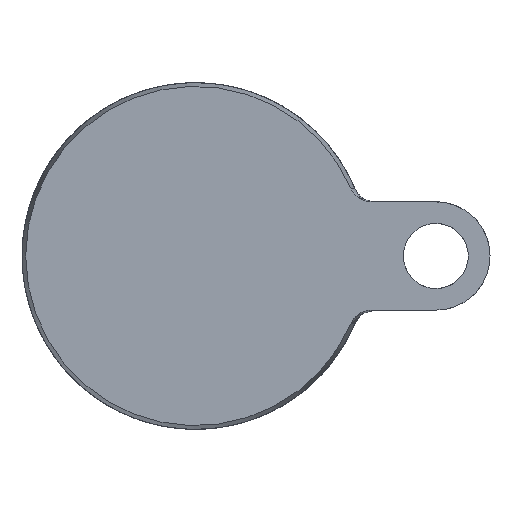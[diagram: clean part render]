
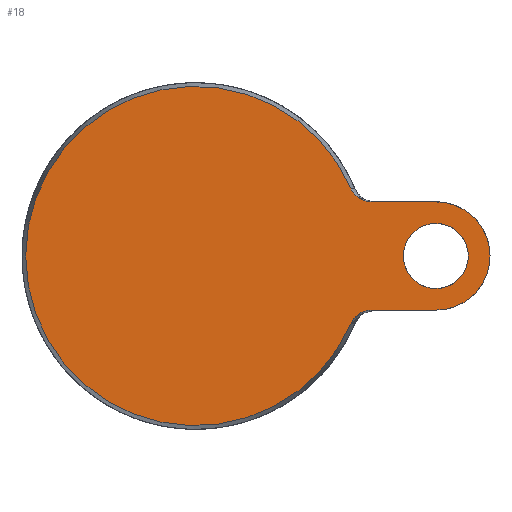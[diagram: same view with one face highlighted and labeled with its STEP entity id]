
A CAD part, front view. The second image highlights one B-rep face of the part: STEP entity #18.
In plain terms, the highlighted planar face has unit normal (0, -1, 0).
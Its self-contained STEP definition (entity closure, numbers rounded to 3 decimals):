
#18 = ADVANCED_FACE ( 'NONE', ( #874, #169 ), #690, .F. ) ;
#44 = CARTESIAN_POINT ( 'NONE',  ( 36.124, 0., 15.081 ) ) ;
#57 = CARTESIAN_POINT ( 'NONE',  ( 0., 0., 0. ) ) ;
#61 = CARTESIAN_POINT ( 'NONE',  ( 36.857, 0., -14.106 ) ) ;
#86 = VERTEX_POINT ( 'NONE', #350 ) ;
#91 = ORIENTED_EDGE ( 'NONE', *, *, #548, .T. ) ;
#93 = CARTESIAN_POINT ( 'NONE',  ( 37.598, 0., 13.453 ) ) ;
#128 = DIRECTION ( 'NONE',  ( 0., 0., -1. ) ) ;
#141 = VERTEX_POINT ( 'NONE', #236 ) ;
#166 = CIRCLE ( 'NONE', #404, 39.143 ) ;
#169 = FACE_BOUND ( 'NONE', #382, .T. ) ;
#172 = CARTESIAN_POINT ( 'NONE',  ( 37.591, 0., -13.458 ) ) ;
#174 = DIRECTION ( 'NONE',  ( 0., 1., 0. ) ) ;
#178 = CARTESIAN_POINT ( 'NONE',  ( 38.665, 0., 12.866 ) ) ;
#196 = EDGE_CURVE ( 'NONE', #141, #141, #472, .T. ) ;
#202 = CARTESIAN_POINT ( 'NONE',  ( 39.603, 0., 12.57 ) ) ;
#203 = VERTEX_POINT ( 'NONE', #635 ) ;
#204 = B_SPLINE_CURVE_WITH_KNOTS ( 'NONE', 3,
 ( #765, #682, #334, #61, #1114, #858, #172, #835, #1027, #250, #405, #751, #1093, #665 ),
 .UNSPECIFIED., .F., .F.,
 ( 4, 2, 2, 2, 2, 2, 4 ),
 ( 0., 0.001, 0.002, 0.003, 0.004, 0.004, 0.006 ),
 .UNSPECIFIED. ) ;
#210 = CARTESIAN_POINT ( 'NONE',  ( 40.579, 0., -12.5 ) ) ;
#220 = ORIENTED_EDGE ( 'NONE', *, *, #496, .F. ) ;
#236 = CARTESIAN_POINT ( 'NONE',  ( 55.5, 0., 7.5 ) ) ;
#250 = CARTESIAN_POINT ( 'NONE',  ( 38.663, 0., -12.866 ) ) ;
#294 = AXIS2_PLACEMENT_3D ( 'NONE', #1047, #174, #793 ) ;
#306 = CARTESIAN_POINT ( 'NONE',  ( 36.861, 0., 14.101 ) ) ;
#334 = CARTESIAN_POINT ( 'NONE',  ( 36.381, 0., -14.668 ) ) ;
#346 = CARTESIAN_POINT ( 'NONE',  ( 38.897, 0., 12.778 ) ) ;
#350 = CARTESIAN_POINT ( 'NONE',  ( 35.928, 0., 15.535 ) ) ;
#382 = EDGE_LOOP ( 'NONE', ( #1048 ) ) ;
#396 = VERTEX_POINT ( 'NONE', #896 ) ;
#400 = DIRECTION ( 'NONE',  ( 0., 0., 1. ) ) ;
#404 = AXIS2_PLACEMENT_3D ( 'NONE', #57, #560, #128 ) ;
#405 = CARTESIAN_POINT ( 'NONE',  ( 38.891, 0., -12.781 ) ) ;
#437 = VECTOR ( 'NONE', #537, 1000. ) ;
#443 = DIRECTION ( 'NONE',  ( 0., 1., 0. ) ) ;
#463 = EDGE_CURVE ( 'NONE', #203, #638, #530, .T. ) ;
#466 = DIRECTION ( 'NONE',  ( 1., 0., 0. ) ) ;
#472 = CIRCLE ( 'NONE', #621, 7.5 ) ;
#496 = EDGE_CURVE ( 'NONE', #396, #203, #746, .T. ) ;
#524 = CARTESIAN_POINT ( 'NONE',  ( 38.221, 0., 13.07 ) ) ;
#530 = LINE ( 'NONE', #880, #437 ) ;
#537 = DIRECTION ( 'NONE',  ( -1., 0., 0. ) ) ;
#548 = EDGE_CURVE ( 'NONE', #752, #86, #1090, .T. ) ;
#560 = DIRECTION ( 'NONE',  ( 0., -1., 0. ) ) ;
#606 = ORIENTED_EDGE ( 'NONE', *, *, #634, .T. ) ;
#621 = AXIS2_PLACEMENT_3D ( 'NONE', #715, #970, #400 ) ;
#634 = EDGE_CURVE ( 'NONE', #86, #775, #166, .T. ) ;
#635 = CARTESIAN_POINT ( 'NONE',  ( 55.5, 0., -12.5 ) ) ;
#638 = VERTEX_POINT ( 'NONE', #210 ) ;
#640 = CARTESIAN_POINT ( 'NONE',  ( 37.4, 0., 13.603 ) ) ;
#665 = CARTESIAN_POINT ( 'NONE',  ( 40.579, 0., -12.5 ) ) ;
#682 = CARTESIAN_POINT ( 'NONE',  ( 36.124, 0., -15.081 ) ) ;
#690 = PLANE ( 'NONE',  #294 ) ;
#707 = CARTESIAN_POINT ( 'NONE',  ( 55.5, 0., 0. ) ) ;
#715 = CARTESIAN_POINT ( 'NONE',  ( 55.5, 0., 0. ) ) ;
#719 = EDGE_LOOP ( 'NONE', ( #915, #91, #606, #1001, #810, #220 ) ) ;
#737 = CARTESIAN_POINT ( 'NONE',  ( 15., 0., 12.5 ) ) ;
#738 = EDGE_CURVE ( 'NONE', #775, #638, #204, .T. ) ;
#746 = CIRCLE ( 'NONE', #805, 12.5 ) ;
#751 = CARTESIAN_POINT ( 'NONE',  ( 39.592, 0., -12.572 ) ) ;
#752 = VERTEX_POINT ( 'NONE', #796 ) ;
#765 = CARTESIAN_POINT ( 'NONE',  ( 35.928, 0., -15.535 ) ) ;
#775 = VERTEX_POINT ( 'NONE', #974 ) ;
#792 = DIRECTION ( 'NONE',  ( 0., 0., -1. ) ) ;
#793 = DIRECTION ( 'NONE',  ( 0., 0., 1. ) ) ;
#796 = CARTESIAN_POINT ( 'NONE',  ( 40.579, 0., 12.5 ) ) ;
#805 = AXIS2_PLACEMENT_3D ( 'NONE', #707, #443, #792 ) ;
#810 = ORIENTED_EDGE ( 'NONE', *, *, #463, .F. ) ;
#813 = CARTESIAN_POINT ( 'NONE',  ( 40.085, 0., 12.5 ) ) ;
#825 = LINE ( 'NONE', #737, #838 ) ;
#835 = CARTESIAN_POINT ( 'NONE',  ( 38., 0., -13.192 ) ) ;
#838 = VECTOR ( 'NONE', #466, 1000. ) ;
#858 = CARTESIAN_POINT ( 'NONE',  ( 37.397, 0., -13.606 ) ) ;
#872 = CARTESIAN_POINT ( 'NONE',  ( 38.008, 0., 13.187 ) ) ;
#874 = FACE_OUTER_BOUND ( 'NONE', #719, .T. ) ;
#880 = CARTESIAN_POINT ( 'NONE',  ( 15., 0., -12.5 ) ) ;
#896 = CARTESIAN_POINT ( 'NONE',  ( 55.5, 0., 12.5 ) ) ;
#902 = CARTESIAN_POINT ( 'NONE',  ( 35.928, 0., 15.535 ) ) ;
#910 = CARTESIAN_POINT ( 'NONE',  ( 36.388, 0., 14.659 ) ) ;
#915 = ORIENTED_EDGE ( 'NONE', *, *, #1034, .F. ) ;
#970 = DIRECTION ( 'NONE',  ( 0., 1., 0. ) ) ;
#974 = CARTESIAN_POINT ( 'NONE',  ( 35.928, 0., -15.535 ) ) ;
#979 = CARTESIAN_POINT ( 'NONE',  ( 40.579, 0., 12.5 ) ) ;
#984 = CARTESIAN_POINT ( 'NONE',  ( 37.032, 0., 13.927 ) ) ;
#1001 = ORIENTED_EDGE ( 'NONE', *, *, #738, .T. ) ;
#1027 = CARTESIAN_POINT ( 'NONE',  ( 38.218, 0., -13.072 ) ) ;
#1034 = EDGE_CURVE ( 'NONE', #752, #396, #825, .T. ) ;
#1047 = CARTESIAN_POINT ( 'NONE',  ( -39.143, 0., 0. ) ) ;
#1048 = ORIENTED_EDGE ( 'NONE', *, *, #196, .T. ) ;
#1090 = B_SPLINE_CURVE_WITH_KNOTS ( 'NONE', 3,
 ( #979, #813, #202, #346, #178, #524, #872, #93, #640, #984, #306, #910, #44, #902 ),
 .UNSPECIFIED., .F., .F.,
 ( 4, 2, 2, 2, 2, 2, 4 ),
 ( 0., 0.001, 0.002, 0.003, 0.004, 0.004, 0.006 ),
 .UNSPECIFIED. ) ;
#1093 = CARTESIAN_POINT ( 'NONE',  ( 40.085, 0., -12.5 ) ) ;
#1114 = CARTESIAN_POINT ( 'NONE',  ( 37.031, 0., -13.929 ) ) ;
